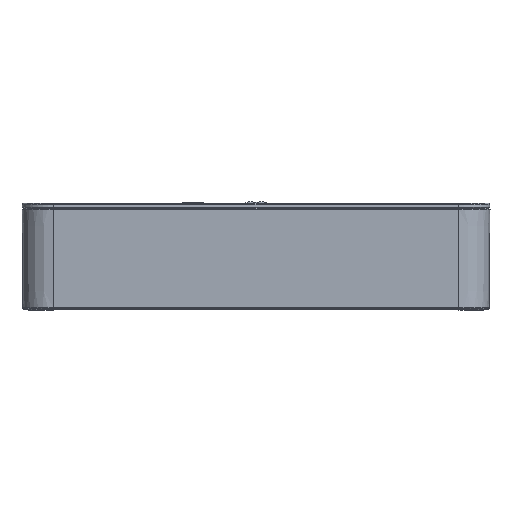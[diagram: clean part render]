
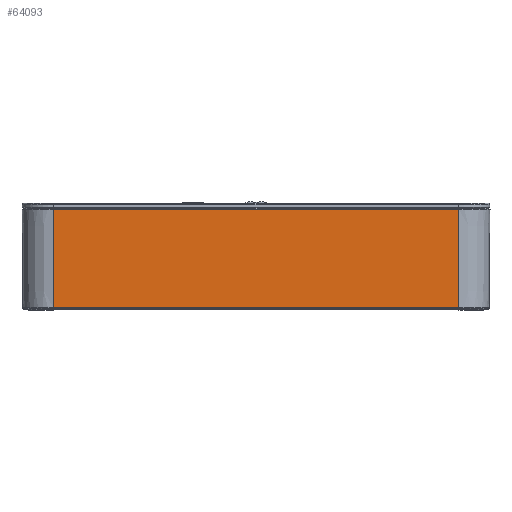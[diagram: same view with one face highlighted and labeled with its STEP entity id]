
A CAD part, top view. The second image highlights one B-rep face of the part: STEP entity #64093.
In plain terms, the highlighted planar face has unit normal (0, -0.009, 1).
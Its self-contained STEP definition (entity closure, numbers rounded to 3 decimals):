
#4152=DIRECTION('',(-1.,0.,0.));
#4153=VECTOR('',#4152,200.);
#4154=CARTESIAN_POINT('',(100.,0.496,115.004));
#4155=LINE('',#4154,#4153);
#4156=DIRECTION('',(0.,1.,0.009));
#4157=VECTOR('',#4156,48.506);
#4158=CARTESIAN_POINT('',(-100.,0.496,
115.004));
#4159=LINE('',#4158,#4157);
#4160=DIRECTION('',(0.,-1.,-0.009));
#4161=VECTOR('',#4160,48.506);
#4162=CARTESIAN_POINT('',(100.,49.,115.428));
#4163=LINE('',#4162,#4161);
#4337=DIRECTION('',(-1.,0.,0.));
#4338=VECTOR('',#4337,200.);
#4339=CARTESIAN_POINT('',(100.,49.,115.428));
#4340=LINE('',#4339,#4338);
#46237=CARTESIAN_POINT('',(100.,0.496,115.004));
#46238=VERTEX_POINT('',#46237);
#46239=CARTESIAN_POINT('',(-100.,0.496,115.004));
#46240=VERTEX_POINT('',#46239);
#46241=CARTESIAN_POINT('',(-100.,49.,
115.428));
#46242=VERTEX_POINT('',#46241);
#46408=CARTESIAN_POINT('',(100.,49.,115.428));
#46409=VERTEX_POINT('',#46408);
#64079=CARTESIAN_POINT('',(0.,24.748,
115.216));
#64080=DIRECTION('',(0.,-0.009,1.));
#64081=DIRECTION('',(-1.,0.,0.));
#64082=AXIS2_PLACEMENT_3D('',#64079,#64080,#64081);
#64083=PLANE('',#64082);
#64084=ORIENTED_EDGE('',*,*,#64073,.T.);
#64086=ORIENTED_EDGE('',*,*,#64085,.T.);
#64088=ORIENTED_EDGE('',*,*,#64087,.F.);
#64090=ORIENTED_EDGE('',*,*,#64089,.T.);
#64091=EDGE_LOOP('',(#64084,#64086,#64088,#64090));
#64092=FACE_OUTER_BOUND('',#64091,.F.);
#64093=ADVANCED_FACE('',(#64092),#64083,.T.);
#64073=EDGE_CURVE('',#46238,#46240,#4155,.T.);
#64085=EDGE_CURVE('',#46240,#46242,#4159,.T.);
#64087=EDGE_CURVE('',#46409,#46242,#4340,.T.);
#64089=EDGE_CURVE('',#46409,#46238,#4163,.T.);
